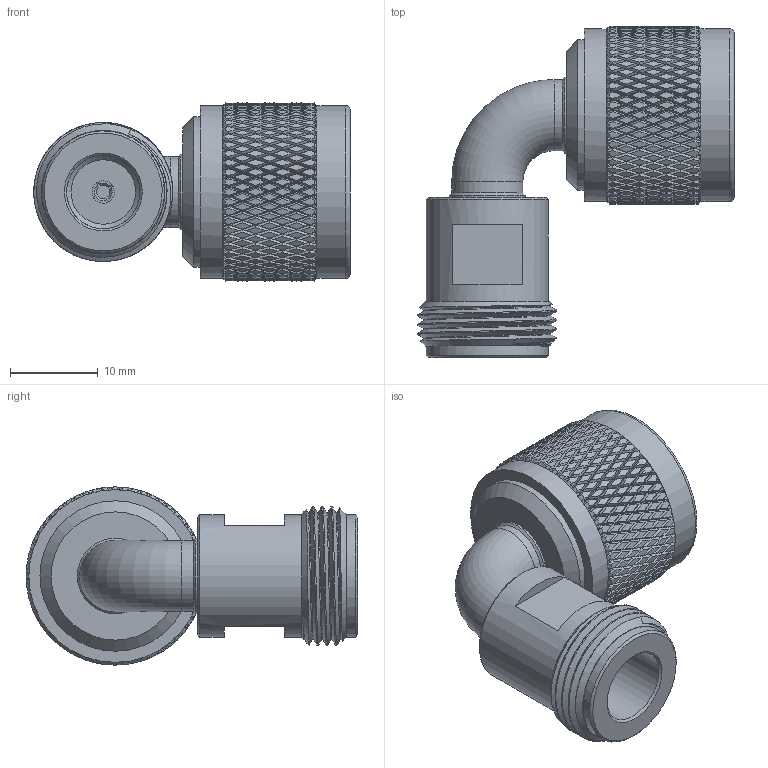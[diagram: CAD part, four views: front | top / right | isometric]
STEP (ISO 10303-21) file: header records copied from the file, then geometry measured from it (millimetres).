
FILE_DESCRIPTION (( 'STEP AP203' ), '1' );
FILE_NAME ('FMAD1057_3D.step', '2021-03-11T17:22:04', ( '' ), ( '' ), 'SwSTEP 2.0', 'SolidWorks 2020', '' );
FILE_SCHEMA (( 'CONFIG_CONTROL_DESIGN' ));
Length unit declared in the file: inch
Products named in the file (1): FMAD1057_3D
Bounding box: 36.13 x 37.85 x 20.32 mm (x, y, z)
Volume: 7292.3 mm3; surface area: 5050.1 mm2
Topology: 1 solids, 1 shells, 2328 faces, 4969 edges, 2656 vertices
Faces by surface type: bspline 1798, cylinder 474, plane 32, cone 21, torus 3
Full cylindrical faces by diameter (mm): 1.524 x1, 2.54 x1, 2.794 x1, 6.985 x1, 8.128 x2, 8.255 x1, 8.382 x1, 8.636 x2, 13.971 x2, 15.875 x5, 17.175 x1, 19.715 x2
Entity records: 91096 total; most frequent: CARTESIAN_POINT 61433, ORIENTED_EDGE 9796, EDGE_CURVE 4898, VERTEX_POINT 2626, EDGE_LOOP 2368, FACE_OUTER_BOUND 2340, ADVANCED_FACE 2321, B_SPLINE_CURVE_WITH_KNOTS 2036
